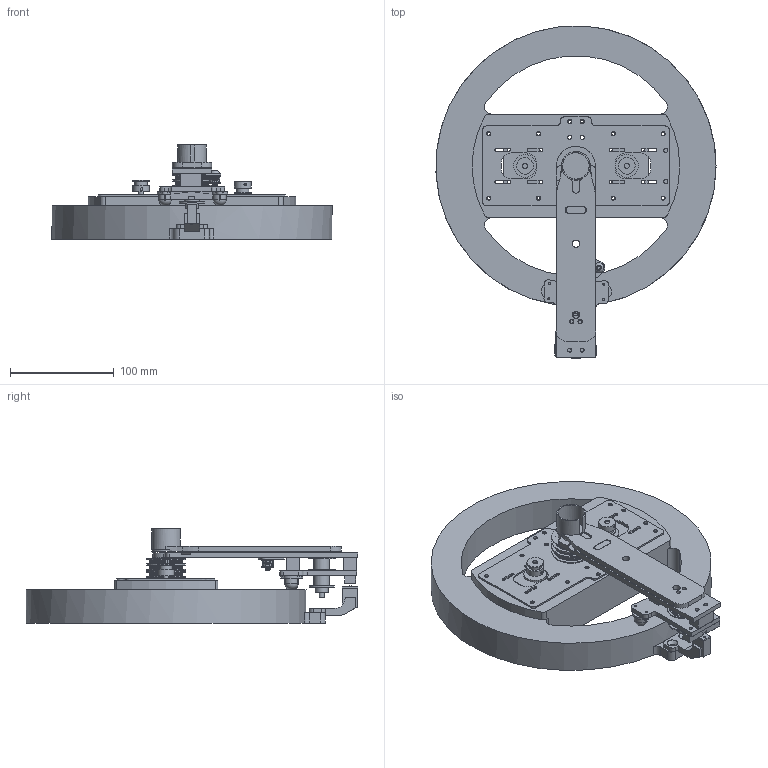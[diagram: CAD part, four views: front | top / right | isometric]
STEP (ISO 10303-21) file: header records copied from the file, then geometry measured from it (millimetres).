
FILE_DESCRIPTION(/* description */ ('Unknown'),/* implementation_level */ '2;1');
FILE_NAME(/* name */ 'SCARA-Mechanism-Assy',/* time_stamp */ '2021-05-28T19:10:07-05:00',/* author */ ('Unknown'),/* organization */ ('Unknown'),/* preprocessor_version */ 'ST-DEVELOPER v16.7',/* originating_system */ 'Solid Edge',/* authorisation */ 'Unknown');
FILE_SCHEMA (('AUTOMOTIVE_DESIGN {1 0 10303 214 3 1 1}'));
Length unit declared in the file: millimetre
Products named in the file (37): SCARA-Mechanism-Assy; Chess-Motor-Holder-Released-1; BearingCap-24-15; W 61802 R_PART1; W 61802 R_PART2; W 61802 R_PART3; W 61802 R_PART4; Stepper-Motor-HW; Pulley-20T-Released-1; SlipRing-HW; Pulley-50T-GT2-Released-1; Double Pulley; DoublePulley-50T-GT2-Released-1; Bearing-24-15Bearing-24-15; 61802_PART1; 61802_PART2; 61802_PART3; 61802_PART4; Arm-A-Released-1; Main-Shaft-Released-1; Secondary-Shaft-Released-1; Arm-Holder-Released-1; Caster-HW; Spacer-Released-1; Arm-B-Released-1; Tensioner-SubAssy; BearingCap-10-5; Tension-Holder-Released-1; M5x12_Round-HW; MDF-Holder-Released-1; Bearing-Holder-Released-1; Magnet-Holder-Release-1; Sensor-Custom-PCB-Released-1; Bearing-Holder-Main-Released-1; Magnet-Sensor-Holder-Pirmary-Released-1; Magnet-Holder-Arm-Primary-Released-1; Magnet-Holder-Insert-Released-1
Assembly tree (102 placements, depth 4):
  SCARA-Mechanism-Assy
    Chess-Motor-Holder-Released-1
    BearingCap-24-15  x4
      W 61802 R_PART1
      W 61802 R_PART2
      W 61802 R_PART3
      W 61802 R_PART4
    Stepper-Motor-HW  x2
    Pulley-20T-Released-1  x2
    SlipRing-HW  x2
    Pulley-50T-GT2-Released-1
    Double Pulley
      DoublePulley-50T-GT2-Released-1
      Bearing-24-15Bearing-24-15  x2
        61802_PART1
        61802_PART2
        61802_PART3
        61802_PART4
    Arm-A-Released-1
    Main-Shaft-Released-1
    Secondary-Shaft-Released-1
    Arm-Holder-Released-1  x2
    Caster-HW  x2
    Spacer-Released-1  x4
    Arm-B-Released-1
    Tensioner-SubAssy
      BearingCap-10-5  x2
      Tension-Holder-Released-1
      M5x12_Round-HW
    MDF-Holder-Released-1
    Bearing-Holder-Released-1
    Magnet-Holder-Release-1
    Sensor-Custom-PCB-Released-1  x2
    Bearing-Holder-Main-Released-1
    Magnet-Sensor-Holder-Pirmary-Released-1
    Magnet-Holder-Arm-Primary-Released-1
    Magnet-Holder-Insert-Released-1
Bounding box: 269.84 x 319.81 x 90.76 mm (x, y, z)
Volume: 1419309.7 mm3; surface area: 298268.6 mm2
Topology: 160 solids, 160 shells, 1847 faces, 5156 edges, 3447 vertices
Faces by surface type: cylinder 1288, plane 359, sphere 111, torus 68, cone 19, bspline 2
Full cylindrical faces by diameter (mm): 2 x7, 2.3 x4, 2.5 x2, 3 x10, 3.175 x12, 3.3 x10, 3.825 x12, 4 x37, 5 x9, 6.973 x8, 7 x4, 8.027 x8, 9 x4, 9.5 x1, 10 x2, 11.6 x2, 12 x2, 12.5 x6, 15 x9, 16 x4, 17.8 x12, 21.3 x12, 22 x2, 22.15 x8, 24 x13, 25.5 x1, 26 x4, 27.5 x1, 37.338 x5, 270 x1
Entity records: 54478 total; most frequent: CARTESIAN_POINT 11362, DIRECTION 9726, ORIENTED_EDGE 8342, EDGE_CURVE 4171, AXIS2_PLACEMENT_3D 4070, VERTEX_POINT 2927, CIRCLE 2440, FACE_BOUND 1942
